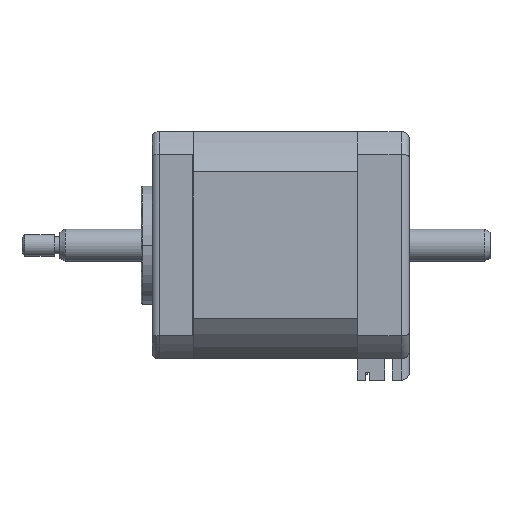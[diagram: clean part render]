
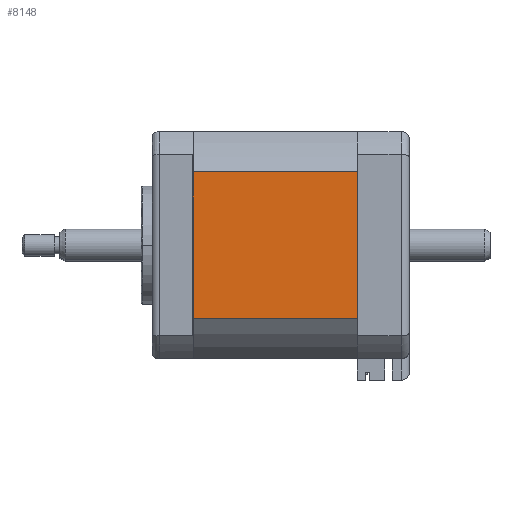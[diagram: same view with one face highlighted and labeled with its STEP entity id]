
A CAD part, top view. The second image highlights one B-rep face of the part: STEP entity #8148.
In plain terms, the highlighted planar face has unit normal (0, 0, 1).
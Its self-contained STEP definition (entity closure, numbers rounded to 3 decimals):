
#123 = LINE ( 'NONE', #4045, #4511 ) ;
#647 = LINE ( 'NONE', #9881, #7454 ) ;
#1916 = DIRECTION ( 'NONE',  ( 0., 0., -1. ) ) ;
#2604 = CARTESIAN_POINT ( 'NONE',  ( -24.273, -9.122, 69.4 ) ) ;
#3822 = DIRECTION ( 'NONE',  ( -1., 0., 0. ) ) ;
#4045 = CARTESIAN_POINT ( 'NONE',  ( 6.227, 18.066, 69.4 ) ) ;
#4080 = CARTESIAN_POINT ( 'NONE',  ( 6.227, 18.066, 69.4 ) ) ;
#4492 = VERTEX_POINT ( 'NONE', #4080 ) ;
#4498 = CARTESIAN_POINT ( 'NONE',  ( -24.273, -9.122, 69.4 ) ) ;
#4511 = VECTOR ( 'NONE', #8286, 1000. ) ;
#4669 = VECTOR ( 'NONE', #10562, 1000. ) ;
#4728 = ORIENTED_EDGE ( 'NONE', *, *, #9435, .F. ) ;
#5163 = ORIENTED_EDGE ( 'NONE', *, *, #8964, .T. ) ;
#5196 = LINE ( 'NONE', #4498, #4669 ) ;
#5395 = VERTEX_POINT ( 'NONE', #6458 ) ;
#5458 = FACE_OUTER_BOUND ( 'NONE', #8303, .T. ) ;
#5655 = CARTESIAN_POINT ( 'NONE',  ( 6.227, -9.122, 69.4 ) ) ;
#6123 = PLANE ( 'NONE',  #11057 ) ;
#6458 = CARTESIAN_POINT ( 'NONE',  ( -24.273, 18.066, 69.4 ) ) ;
#6892 = VECTOR ( 'NONE', #8511, 1000. ) ;
#6969 = CARTESIAN_POINT ( 'NONE',  ( 6.227, -9.122, 69.4 ) ) ;
#7078 = VERTEX_POINT ( 'NONE', #5655 ) ;
#7454 = VECTOR ( 'NONE', #3822, 1000. ) ;
#7463 = ORIENTED_EDGE ( 'NONE', *, *, #7541, .F. ) ;
#7541 = EDGE_CURVE ( 'NONE', #7078, #7829, #647, .T. ) ;
#7829 = VERTEX_POINT ( 'NONE', #2604 ) ;
#7837 = DIRECTION ( 'NONE',  ( -1., 0., 0. ) ) ;
#8148 = ADVANCED_FACE ( 'NONE', ( #5458 ), #6123, .F. ) ;
#8286 = DIRECTION ( 'NONE',  ( -1., 0., 0. ) ) ;
#8303 = EDGE_LOOP ( 'NONE', ( #5163, #7463, #4728, #9877 ) ) ;
#8511 = DIRECTION ( 'NONE',  ( 0., -1., 0. ) ) ;
#8964 = EDGE_CURVE ( 'NONE', #5395, #7829, #5196, .T. ) ;
#9235 = LINE ( 'NONE', #9374, #6892 ) ;
#9374 = CARTESIAN_POINT ( 'NONE',  ( 6.227, -9.122, 69.4 ) ) ;
#9435 = EDGE_CURVE ( 'NONE', #4492, #7078, #9235, .T. ) ;
#9877 = ORIENTED_EDGE ( 'NONE', *, *, #10201, .T. ) ;
#9881 = CARTESIAN_POINT ( 'NONE',  ( 6.227, -9.122, 69.4 ) ) ;
#10201 = EDGE_CURVE ( 'NONE', #4492, #5395, #123, .T. ) ;
#10562 = DIRECTION ( 'NONE',  ( 0., -1., 0. ) ) ;
#11057 = AXIS2_PLACEMENT_3D ( 'NONE', #6969, #1916, #7837 ) ;
